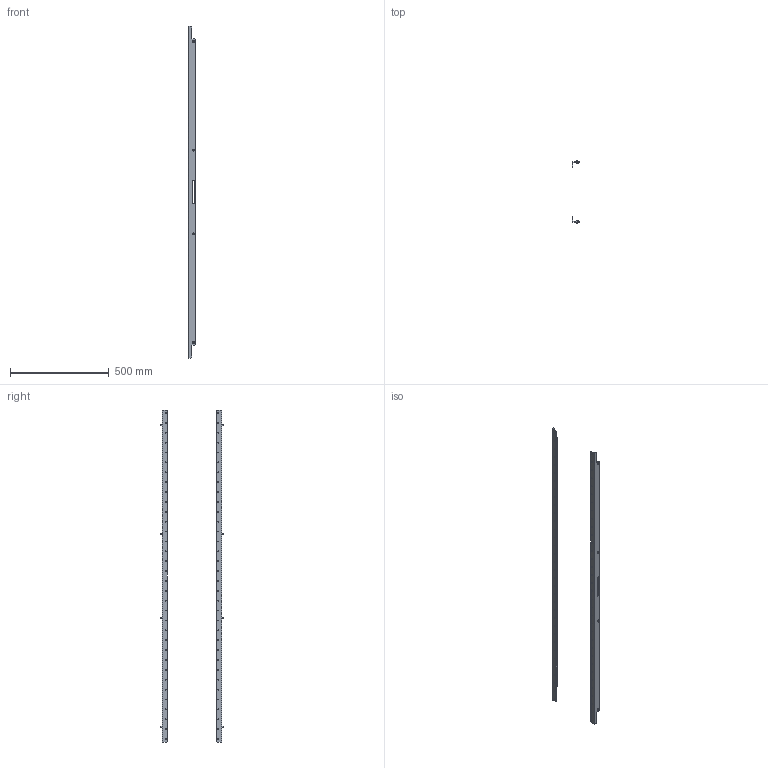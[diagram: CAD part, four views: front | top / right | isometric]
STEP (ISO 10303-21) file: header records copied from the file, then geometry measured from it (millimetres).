
FILE_DESCRIPTION (( 'STEP AP203' ), '1' );
FILE_NAME ('MA1.400.000018.01.00 Äåðæàòåëü ïëàñòðîíîâ Â1800 (2 øò) EKF AleSta-FPH180.STEP', '2024-06-05T16:45:09', ( '' ), ( '' ), 'SwSTEP 2.0', 'SolidWorks 2021', '' );
FILE_SCHEMA (( 'CONFIG_CONTROL_DESIGN' ));
Length unit declared in the file: millimetre
Products named in the file (4): MA1.400.000020.01.01 Äåðæàòåëü ïëàñòðîíîâ Â2000 (2 øò) EKF AleSta_‚=1800; Âèíò_ðåçüáîâûäàâëèâàþùèé_Ì5õ12_DIN 7500E_Œ5å12; øàéáà êîíòàêòíàÿ ñòîïîðíàÿ ñ íàñå÷êîé îöèíêîâàííàÿ ñòàëü Ì5; MA1.400.000018.01.00 Äåðæàòåëü ïëàñòðîíîâ Â1800 (2 øò) EKF AleSta-FPH180
Assembly tree (18 placements, depth 2):
  MA1.400.000018.01.00 Äåðæàòåëü ïëàñòðîíîâ Â1800 (2 øò) EKF AleSta-FPH180
    MA1.400.000020.01.01 Äåðæàòåëü ïëàñòðîíîâ Â2000 (2 øò) EKF AleSta_‚=1800  x2
    øàéáà êîíòàêòíàÿ ñòîïîðíàÿ ñ íàñå÷êîé îöèíêîâàííàÿ ñòàëü Ì5  x8
    Âèíò_ðåçüáîâûäàâëèâàþùèé_Ì5õ12_DIN 7500E_Œ5å12  x8
Bounding box: 36 x 321 x 1680 mm (x, y, z)
Volume: 197232.1 mm3; surface area: 400767.3 mm2
Topology: 18 solids, 18 shells, 760 faces, 2116 edges, 1400 vertices
Faces by surface type: plane 524, cylinder 220, cone 16
Entity records: 6738 total; most frequent: DIRECTION 1098, CARTESIAN_POINT 1004, ORIENTED_EDGE 976, EDGE_CURVE 488, AXIS2_PLACEMENT_3D 416, VERTEX_POINT 322, VECTOR 266, LINE 266
